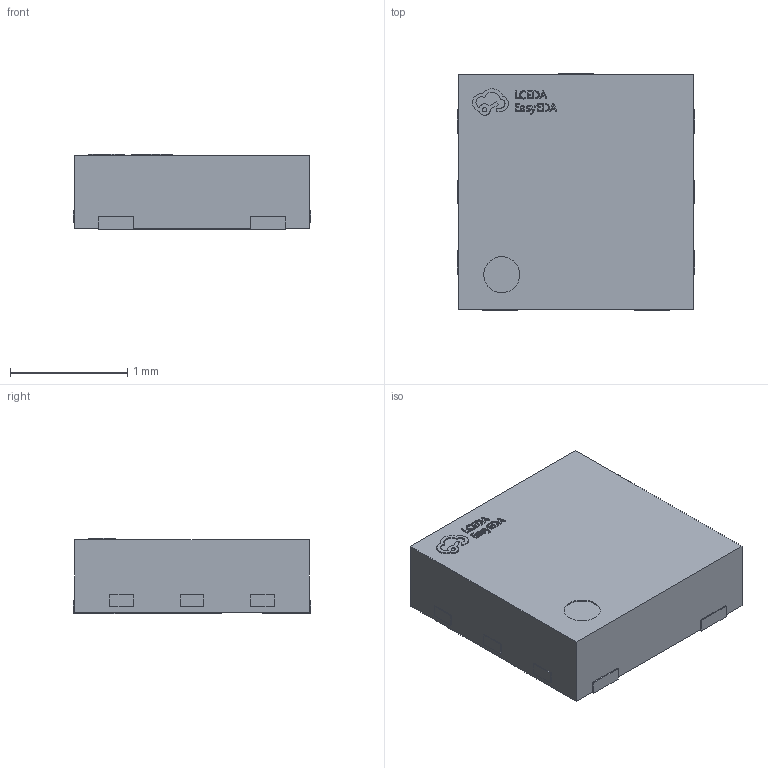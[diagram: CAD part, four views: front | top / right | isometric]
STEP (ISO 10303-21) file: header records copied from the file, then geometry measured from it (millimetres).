
FILE_DESCRIPTION (( 'STEP AP214' ), '1' );
FILE_NAME ('DFN2020-3_L2.0-W2.0-P1.30-BR-1.STEP', '2023-04-04T08:08:48', ( 'PC' ), ( 'Microsoft' ), 'SwSTEP 2.0', 'SolidWorks 2020', '' );
FILE_SCHEMA (( 'AUTOMOTIVE_DESIGN' ));
Length unit declared in the file: millimetre
Products named in the file (1): DFN2020-3_L2.0-W2.0-P1.30-BR-1
Bounding box: 2.02 x 2.02 x 0.64 mm (x, y, z)
Volume: 2.5 mm3; surface area: 13.2 mm2
Topology: 1 solids, 1 shells, 286 faces, 774 edges, 516 vertices
Faces by surface type: plane 186, bspline 98, cylinder 2
Entity records: 12594 total; most frequent: CARTESIAN_POINT 2883, ORIENTED_EDGE 1548, DIRECTION 956, EDGE_CURVE 774, VECTOR 570, LINE 570, VERTEX_POINT 516, EDGE_LOOP 312
